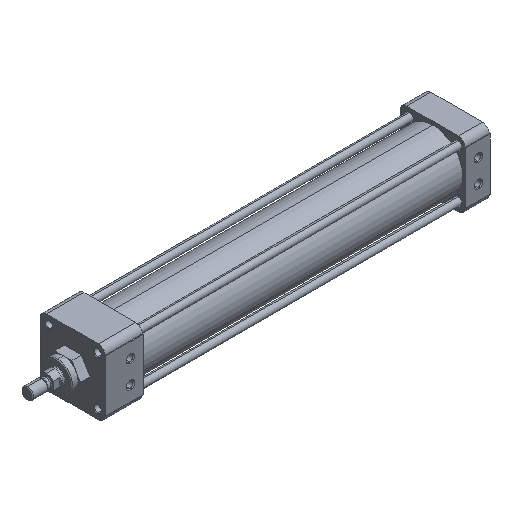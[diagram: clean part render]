
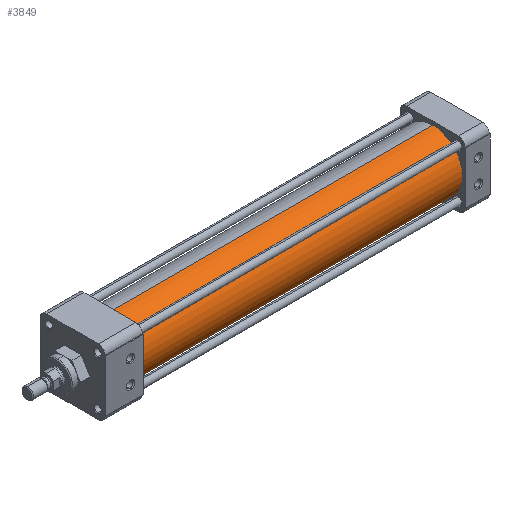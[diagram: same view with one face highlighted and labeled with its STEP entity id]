
A CAD part, isometric view. The second image highlights one B-rep face of the part: STEP entity #3849.
In plain terms, the highlighted cylindrical face has radius 28.575 mm (diameter 57.15 mm), a partial arc.
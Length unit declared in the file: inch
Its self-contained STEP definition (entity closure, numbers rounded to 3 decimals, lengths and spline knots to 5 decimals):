
#53 = DIRECTION ( 'NONE',  ( 1., 0., 0. ) ) ;
#248 = CYLINDRICAL_SURFACE ( 'NONE', #14323, 1.125 ) ;
#489 = ORIENTED_EDGE ( 'NONE', *, *, #8326, .T. ) ;
#509 = CARTESIAN_POINT ( 'NONE',  ( 13.701, 0., -1.125 ) ) ;
#1176 = CARTESIAN_POINT ( 'NONE',  ( 13.701, 0., 0. ) ) ;
#1606 = FACE_OUTER_BOUND ( 'NONE', #11001, .T. ) ;
#1861 = CARTESIAN_POINT ( 'NONE',  ( 1.42, 0., 0. ) ) ;
#2178 = CIRCLE ( 'NONE', #2406, 1.125 ) ;
#2406 = AXIS2_PLACEMENT_3D ( 'NONE', #1861, #9666, #2962 ) ;
#2534 = CARTESIAN_POINT ( 'NONE',  ( 13.701, 0., 0. ) ) ;
#2701 = CARTESIAN_POINT ( 'NONE',  ( 13.701, 0., 1.125 ) ) ;
#2713 = VECTOR ( 'NONE', #10515, 39.37008 ) ;
#2962 = DIRECTION ( 'NONE',  ( 0., 0., -1. ) ) ;
#2968 = CARTESIAN_POINT ( 'NONE',  ( 1.42, 0., -1.125 ) ) ;
#3642 = DIRECTION ( 'NONE',  ( 0., 0., -1. ) ) ;
#3849 = ADVANCED_FACE ( 'NONE', ( #1606 ), #248, .T. ) ;
#4458 = DIRECTION ( 'NONE',  ( 1., 0., 0. ) ) ;
#4537 = EDGE_CURVE ( 'NONE', #14409, #6888, #9004, .T. ) ;
#5483 = VECTOR ( 'NONE', #4458, 39.37008 ) ;
#6117 = ORIENTED_EDGE ( 'NONE', *, *, #10384, .T. ) ;
#6280 = ORIENTED_EDGE ( 'NONE', *, *, #4537, .F. ) ;
#6741 = CIRCLE ( 'NONE', #12990, 1.125 ) ;
#6765 = DIRECTION ( 'NONE',  ( 0., 0., -1. ) ) ;
#6888 = VERTEX_POINT ( 'NONE', #12408 ) ;
#7559 = EDGE_CURVE ( 'NONE', #14409, #10620, #2178, .T. ) ;
#8326 = EDGE_CURVE ( 'NONE', #10620, #9061, #11420, .T. ) ;
#8940 = ORIENTED_EDGE ( 'NONE', *, *, #7559, .T. ) ;
#9004 = LINE ( 'NONE', #2701, #2713 ) ;
#9061 = VERTEX_POINT ( 'NONE', #509 ) ;
#9177 = CARTESIAN_POINT ( 'NONE',  ( 1.42, 0., 1.125 ) ) ;
#9666 = DIRECTION ( 'NONE',  ( 1., 0., 0. ) ) ;
#10325 = DIRECTION ( 'NONE',  ( -1., 0., 0. ) ) ;
#10384 = EDGE_CURVE ( 'NONE', #9061, #6888, #6741, .T. ) ;
#10515 = DIRECTION ( 'NONE',  ( 1., 0., 0. ) ) ;
#10620 = VERTEX_POINT ( 'NONE', #2968 ) ;
#11001 = EDGE_LOOP ( 'NONE', ( #6280, #8940, #489, #6117 ) ) ;
#11133 = CARTESIAN_POINT ( 'NONE',  ( 13.701, 0., -1.125 ) ) ;
#11420 = LINE ( 'NONE', #11133, #5483 ) ;
#12408 = CARTESIAN_POINT ( 'NONE',  ( 13.701, 0., 1.125 ) ) ;
#12990 = AXIS2_PLACEMENT_3D ( 'NONE', #2534, #10325, #3642 ) ;
#14323 = AXIS2_PLACEMENT_3D ( 'NONE', #1176, #53, #6765 ) ;
#14409 = VERTEX_POINT ( 'NONE', #9177 ) ;
